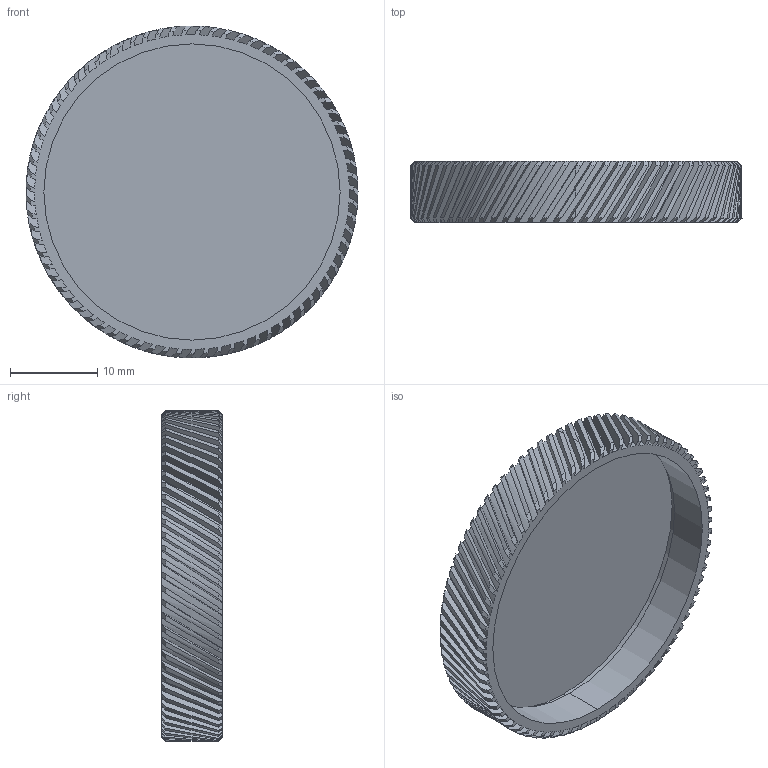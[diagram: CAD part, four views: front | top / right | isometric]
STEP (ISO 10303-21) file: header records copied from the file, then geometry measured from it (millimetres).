
FILE_DESCRIPTION (( 'STEP AP214' ), '1' );
FILE_NAME ('513010.STEP', '2019-09-17T07:17:56', ( '' ), ( '' ), 'SwSTEP 2.0', 'SolidWorks 2016', '' );
FILE_SCHEMA (( 'AUTOMOTIVE_DESIGN' ));
Length unit declared in the file: millimetre
Products named in the file (1): 513010
Bounding box: 38.1 x 7 x 38.1 mm (x, y, z)
Volume: 2402.2 mm3; surface area: 4892.4 mm2
Topology: 1 solids, 1 shells, 462 faces, 1374 edges, 916 vertices
Faces by surface type: cylinder 157, plane 154, cone 151
Entity records: 15974 total; most frequent: CARTESIAN_POINT 4574, ORIENTED_EDGE 2748, DIRECTION 2152, EDGE_CURVE 1374, AXIS2_PLACEMENT_3D 922, VERTEX_POINT 916, EDGE_LOOP 464, FACE_OUTER_BOUND 462
